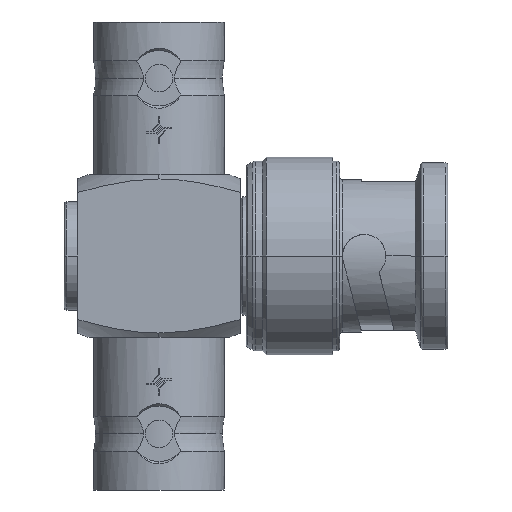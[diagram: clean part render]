
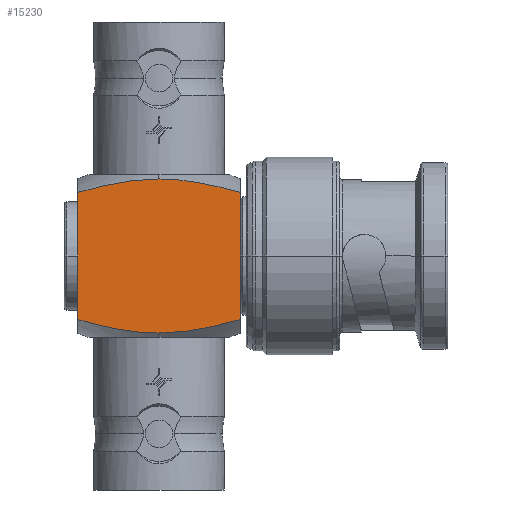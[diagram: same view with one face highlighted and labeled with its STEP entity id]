
A CAD part, left-side view. The second image highlights one B-rep face of the part: STEP entity #15230.
In plain terms, the highlighted planar face has unit normal (-1, 0, 0).
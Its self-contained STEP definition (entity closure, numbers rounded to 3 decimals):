
#210 = PLANE ( 'NONE',  #24021 ) ;
#404 = DIRECTION ( 'NONE',  ( 0., 0., 1. ) ) ;
#1001 = CARTESIAN_POINT ( 'NONE',  ( -6., -4.018, -0.774 ) ) ;
#1176 = CARTESIAN_POINT ( 'NONE',  ( -6., 2.537, -11.495 ) ) ;
#1476 = CARTESIAN_POINT ( 'NONE',  ( -6., 0., -0.303 ) ) ;
#2209 = B_SPLINE_CURVE_WITH_KNOTS ( 'NONE', 3,
 ( #5604, #15141, #7508, #20926, #9438, #22844 ),
 .UNSPECIFIED., .F., .F.,
 ( 4, 2, 4 ),
 ( 0.025, 0.028, 0.031 ),
 .UNSPECIFIED. ) ;
#2404 = CARTESIAN_POINT ( 'NONE',  ( -6., 0., -0.303 ) ) ;
#2995 = CARTESIAN_POINT ( 'NONE',  ( -6., -1.012, -0.303 ) ) ;
#3189 = CARTESIAN_POINT ( 'NONE',  ( -6., 1.011, -11.671 ) ) ;
#4004 = CARTESIAN_POINT ( 'NONE',  ( -6., 6., -10.693 ) ) ;
#5055 = CARTESIAN_POINT ( 'NONE',  ( -6., 6., -10.693 ) ) ;
#5137 = CARTESIAN_POINT ( 'NONE',  ( -6., 0., -11.697 ) ) ;
#5604 = CARTESIAN_POINT ( 'NONE',  ( -6., 0., -11.697 ) ) ;
#5952 = CARTESIAN_POINT ( 'NONE',  ( -6., -6., -10.693 ) ) ;
#6313 = CARTESIAN_POINT ( 'NONE',  ( -6., 2.026, -0.43 ) ) ;
#6971 = EDGE_CURVE ( 'NONE', #20222, #13692, #17632, .T. ) ;
#7508 = CARTESIAN_POINT ( 'NONE',  ( -6., -2.018, -11.589 ) ) ;
#7612 = CARTESIAN_POINT ( 'NONE',  ( -6., -6., 0. ) ) ;
#7662 = LINE ( 'NONE', #7612, #12146 ) ;
#8002 = CARTESIAN_POINT ( 'NONE',  ( -6., -6., -12. ) ) ;
#8221 = CARTESIAN_POINT ( 'NONE',  ( -6., 4.045, -0.78 ) ) ;
#8410 = CARTESIAN_POINT ( 'NONE',  ( -6., 6., -1.307 ) ) ;
#8703 = B_SPLINE_CURVE_WITH_KNOTS ( 'NONE', 3,
 ( #22122, #12574, #1001, #14495, #2995, #16431 ),
 .UNSPECIFIED., .F., .F.,
 ( 4, 2, 4 ),
 ( 0.006, 0.009, 0.012 ),
 .UNSPECIFIED. ) ;
#9438 = CARTESIAN_POINT ( 'NONE',  ( -6., -5.016, -10.974 ) ) ;
#9921 = DIRECTION ( 'NONE',  ( 0., 0., 1. ) ) ;
#10150 = CARTESIAN_POINT ( 'NONE',  ( -6., 6., -1.307 ) ) ;
#10365 = ORIENTED_EDGE ( 'NONE', *, *, #23360, .T. ) ;
#12146 = VECTOR ( 'NONE', #21027, 1000. ) ;
#12161 = ORIENTED_EDGE ( 'NONE', *, *, #21512, .F. ) ;
#12194 = ORIENTED_EDGE ( 'NONE', *, *, #22091, .T. ) ;
#12574 = CARTESIAN_POINT ( 'NONE',  ( -6., -5.016, -1.026 ) ) ;
#12753 = CARTESIAN_POINT ( 'NONE',  ( -6., 4.045, -11.22 ) ) ;
#13007 = VERTEX_POINT ( 'NONE', #5952 ) ;
#13692 = VERTEX_POINT ( 'NONE', #8410 ) ;
#13920 = CARTESIAN_POINT ( 'NONE',  ( -6., 0.504, -0.303 ) ) ;
#14495 = CARTESIAN_POINT ( 'NONE',  ( -6., -2.018, -0.411 ) ) ;
#14676 = CARTESIAN_POINT ( 'NONE',  ( -6., 2.026, -11.57 ) ) ;
#14724 = FACE_OUTER_BOUND ( 'NONE', #18117, .T. ) ;
#15141 = CARTESIAN_POINT ( 'NONE',  ( -6., -1.012, -11.697 ) ) ;
#15230 = ADVANCED_FACE ( 'NONE', ( #14724 ), #210, .T. ) ;
#15647 = CARTESIAN_POINT ( 'NONE',  ( -6., 6., 0. ) ) ;
#16021 = ORIENTED_EDGE ( 'NONE', *, *, #6971, .F. ) ;
#16431 = CARTESIAN_POINT ( 'NONE',  ( -6., 0., -0.303 ) ) ;
#16608 = CARTESIAN_POINT ( 'NONE',  ( -6., 0.504, -11.697 ) ) ;
#17632 = LINE ( 'NONE', #15647, #22726 ) ;
#17788 = CARTESIAN_POINT ( 'NONE',  ( -6., 1.011, -0.329 ) ) ;
#18117 = EDGE_LOOP ( 'NONE', ( #12161, #21928, #24393, #16021, #10365, #12194 ) ) ;
#18718 = CARTESIAN_POINT ( 'NONE',  ( -6., -6., -1.307 ) ) ;
#19063 = VERTEX_POINT ( 'NONE', #18718 ) ;
#19341 = EDGE_CURVE ( 'NONE', #19063, #22011, #8703, .T. ) ;
#19708 = VERTEX_POINT ( 'NONE', #21759 ) ;
#19723 = CARTESIAN_POINT ( 'NONE',  ( -6., 2.537, -0.505 ) ) ;
#20222 = VERTEX_POINT ( 'NONE', #4004 ) ;
#20926 = CARTESIAN_POINT ( 'NONE',  ( -6., -4.018, -11.226 ) ) ;
#21027 = DIRECTION ( 'NONE',  ( 0., 0., -1. ) ) ;
#21402 = DIRECTION ( 'NONE',  ( -1., 0., 0. ) ) ;
#21512 = EDGE_CURVE ( 'NONE', #19063, #13007, #7662, .T. ) ;
#21518 = B_SPLINE_CURVE_WITH_KNOTS ( 'NONE', 3,
 ( #2404, #13920, #17788, #6313, #19723, #8221, #21626, #10150 ),
 .UNSPECIFIED., .F., .F.,
 ( 4, 2, 2, 4 ),
 ( 0.012, 0.014, 0.015, 0.019 ),
 .UNSPECIFIED. ) ;
#21626 = CARTESIAN_POINT ( 'NONE',  ( -6., 5.027, -1.029 ) ) ;
#21759 = CARTESIAN_POINT ( 'NONE',  ( -6., 0., -11.697 ) ) ;
#21928 = ORIENTED_EDGE ( 'NONE', *, *, #19341, .T. ) ;
#22011 = VERTEX_POINT ( 'NONE', #1476 ) ;
#22091 = EDGE_CURVE ( 'NONE', #19708, #13007, #2209, .T. ) ;
#22122 = CARTESIAN_POINT ( 'NONE',  ( -6., -6., -1.307 ) ) ;
#22726 = VECTOR ( 'NONE', #404, 1000. ) ;
#22844 = CARTESIAN_POINT ( 'NONE',  ( -6., -6., -10.693 ) ) ;
#23142 = EDGE_CURVE ( 'NONE', #22011, #13692, #21518, .T. ) ;
#23360 = EDGE_CURVE ( 'NONE', #20222, #19708, #23432, .T. ) ;
#23432 = B_SPLINE_CURVE_WITH_KNOTS ( 'NONE', 3,
 ( #5055, #24221, #12753, #1176, #14676, #3189, #16608, #5137 ),
 .UNSPECIFIED., .F., .F.,
 ( 4, 2, 2, 4 ),
 ( 0.019, 0.022, 0.024, 0.025 ),
 .UNSPECIFIED. ) ;
#24021 = AXIS2_PLACEMENT_3D ( 'NONE', #8002, #21402, #9921 ) ;
#24221 = CARTESIAN_POINT ( 'NONE',  ( -6., 5.027, -10.971 ) ) ;
#24393 = ORIENTED_EDGE ( 'NONE', *, *, #23142, .T. ) ;
